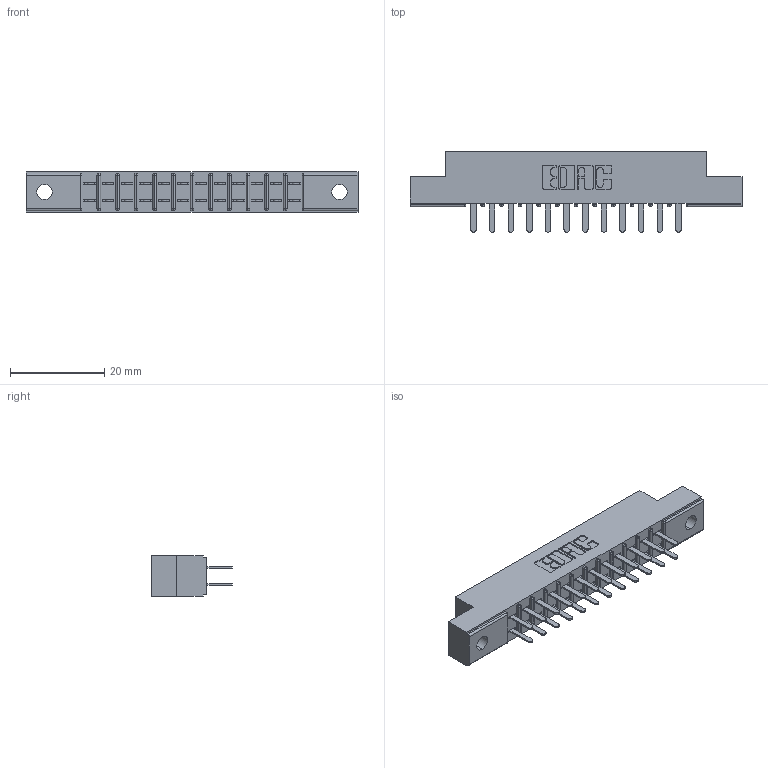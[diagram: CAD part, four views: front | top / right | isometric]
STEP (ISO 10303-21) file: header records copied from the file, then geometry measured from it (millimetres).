
FILE_DESCRIPTION (( 'STEP AP203' ), '1' );
FILE_NAME ('355-024-520-502.STEP', '2019-09-11T04:42:53', ( '' ), ( '' ), 'SwSTEP 2.0', 'SolidWorks 2016', '' );
FILE_SCHEMA (( 'CONFIG_CONTROL_DESIGN' ));
Length unit declared in the file: inch
Products named in the file (3): 305 Part_.128 Dia; 355-024-520-502; 305-290-001_520
Assembly tree (25 placements, depth 2):
  355-024-520-502
    305 Part_.128 Dia
    305-290-001_520  x24
Bounding box: 70.56 x 17.09 x 8.71 mm (x, y, z)
Volume: 4229.1 mm3; surface area: 7555.6 mm2
Topology: 25 solids, 25 shells, 1220 faces, 3472 edges, 2248 vertices
Faces by surface type: plane 716, cylinder 456, sphere 48
Entity records: 16527 total; most frequent: CARTESIAN_POINT 2734, ORIENTED_EDGE 2708, DIRECTION 2668, EDGE_CURVE 1354, VECTOR 1064, LINE 1064, VERTEX_POINT 868, AXIS2_PLACEMENT_3D 802
